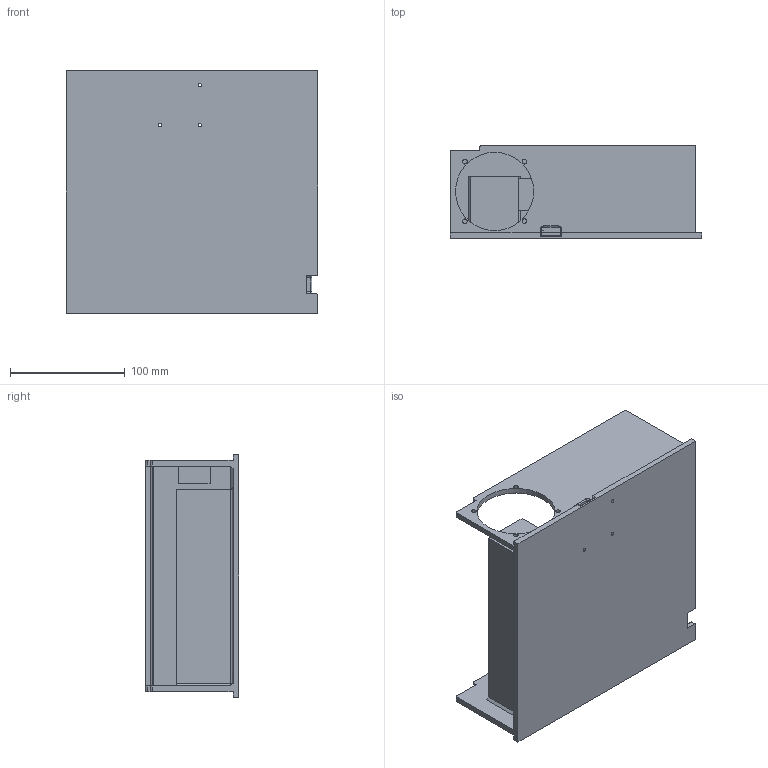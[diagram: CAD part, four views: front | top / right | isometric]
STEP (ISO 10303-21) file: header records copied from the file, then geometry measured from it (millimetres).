
FILE_DESCRIPTION(/* description */ (''),/* implementation_level */ '2;1');
FILE_NAME(/* name */ 'Case6.stp',/* time_stamp */ '2025-12-12T16:53:56+01:00',/* author */ ('Zenkner'),/* organization */ (''),/* preprocessor_version */ 'ST-DEVELOPER v19.2',/* originating_system */ 'Autodesk Inventor 2023',/* authorisation */ '');
FILE_SCHEMA (('AUTOMOTIVE_DESIGN { 1 0 10303 214 3 1 1 }'));
Length unit declared in the file: millimetre
Products named in the file (1): Case5
Bounding box: 218.5 x 81.36 x 211.2 mm (x, y, z)
Volume: 759094.1 mm3; surface area: 218484.1 mm2
Topology: 1 solids, 1 shells, 193 faces, 503 edges, 340 vertices
Faces by surface type: plane 113, cylinder 66, torus 12, cone 2
Full cylindrical faces by diameter (mm): 2.9 x3, 3 x19, 4 x4, 68 x1
Entity records: 5905 total; most frequent: DIRECTION 1017, CARTESIAN_POINT 1014, ORIENTED_EDGE 960, EDGE_CURVE 480, LINE 347, VECTOR 347, AXIS2_PLACEMENT_3D 335, VERTEX_POINT 302
